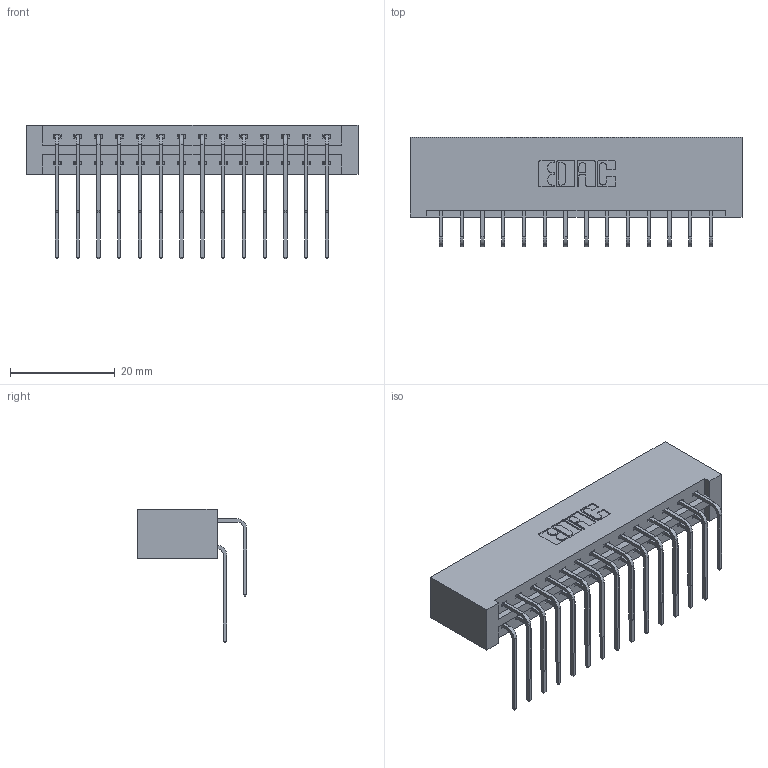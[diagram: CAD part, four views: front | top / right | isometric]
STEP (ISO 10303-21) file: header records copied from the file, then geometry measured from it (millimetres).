
FILE_DESCRIPTION (( 'STEP AP203' ), '1' );
FILE_NAME ('387-028-559-201.STEP', '2019-10-16T23:06:22', ( '' ), ( '' ), 'SwSTEP 2.0', 'SolidWorks 2016', '' );
FILE_SCHEMA (( 'CONFIG_CONTROL_DESIGN' ));
Length unit declared in the file: inch
Products named in the file (4): 337 Part_No Mounting Lugs; 345-292-001_559 Tail - 2; 345-292-001_558 559 Tail - 1; 387-028-559-201
Assembly tree (29 placements, depth 2):
  387-028-559-201
    337 Part_No Mounting Lugs
    345-292-001_558 559 Tail - 1  x14
    345-292-001_559 Tail - 2  x14
Bounding box: 63.35 x 20.9 x 25.53 mm (x, y, z)
Volume: 7225.6 mm3; surface area: 8763.8 mm2
Topology: 29 solids, 29 shells, 1674 faces, 4963 edges, 3270 vertices
Faces by surface type: plane 1186, cylinder 488
Entity records: 15983 total; most frequent: CARTESIAN_POINT 2761, ORIENTED_EDGE 2646, DIRECTION 2375, EDGE_CURVE 1323, VECTOR 1163, LINE 1163, VERTEX_POINT 878, AXIS2_PLACEMENT_3D 606
